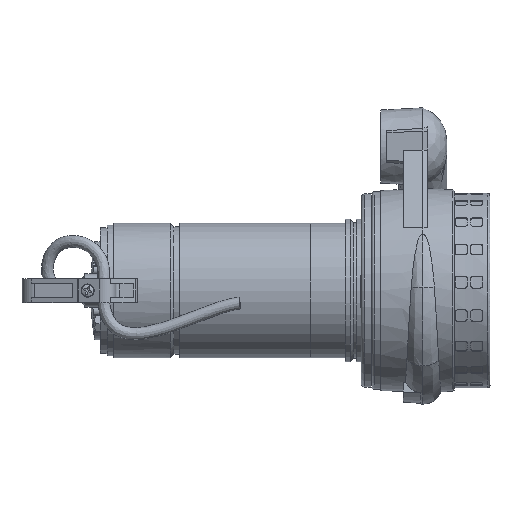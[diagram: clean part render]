
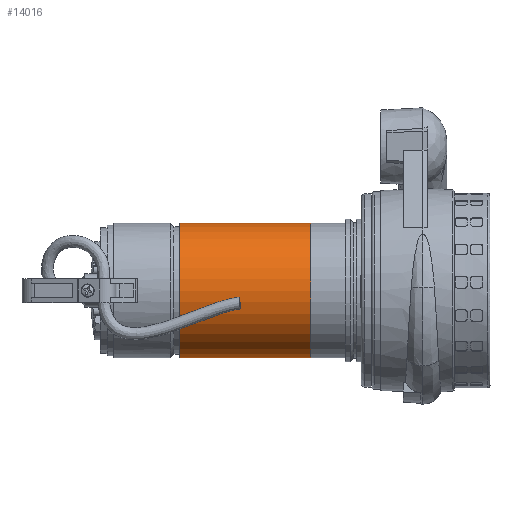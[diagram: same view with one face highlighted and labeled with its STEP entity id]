
A CAD part, left-side view. The second image highlights one B-rep face of the part: STEP entity #14016.
In plain terms, the highlighted cylindrical face has radius 56 mm (diameter 112 mm), a partial arc.
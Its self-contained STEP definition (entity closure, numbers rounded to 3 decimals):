
#1648 = AXIS2_PLACEMENT_3D ( 'NONE', #9229, #34884, #25417 ) ;
#3299 = ORIENTED_EDGE ( 'NONE', *, *, #52260, .T. ) ;
#6072 = LINE ( 'NONE', #40097, #6469 ) ;
#6469 = VECTOR ( 'NONE', #19192, 1000. ) ;
#9229 = CARTESIAN_POINT ( 'NONE',  ( 0., 0., 143.501 ) ) ;
#9230 = DIRECTION ( 'NONE',  ( 0., 0., -1. ) ) ;
#9274 = FACE_OUTER_BOUND ( 'NONE', #50975, .T. ) ;
#10523 = CARTESIAN_POINT ( 'NONE',  ( 56., 0., 252.501 ) ) ;
#11398 = VERTEX_POINT ( 'NONE', #43511 ) ;
#14016 = ADVANCED_FACE ( 'NONE', ( #9274 ), #43550, .T. ) ;
#14025 = DIRECTION ( 'NONE',  ( -1., 0., 0. ) ) ;
#15434 = AXIS2_PLACEMENT_3D ( 'NONE', #34932, #52196, #14025 ) ;
#16112 = EDGE_CURVE ( 'NONE', #21993, #17343, #47424, .T. ) ;
#17343 = VERTEX_POINT ( 'NONE', #34612 ) ;
#19047 = EDGE_CURVE ( 'NONE', #11398, #46176, #6072, .T. ) ;
#19192 = DIRECTION ( 'NONE',  ( 0., 0., -1. ) ) ;
#21993 = VERTEX_POINT ( 'NONE', #10523 ) ;
#24738 = CIRCLE ( 'NONE', #1648, 56. ) ;
#25029 = CARTESIAN_POINT ( 'NONE',  ( -56., 0., 143.501 ) ) ;
#25417 = DIRECTION ( 'NONE',  ( -1., 0., 0. ) ) ;
#26524 = CARTESIAN_POINT ( 'NONE',  ( 56., 0., 252.501 ) ) ;
#34132 = ORIENTED_EDGE ( 'NONE', *, *, #19047, .T. ) ;
#34612 = CARTESIAN_POINT ( 'NONE',  ( 56., 0., 143.501 ) ) ;
#34884 = DIRECTION ( 'NONE',  ( 0., 0., 1. ) ) ;
#34932 = CARTESIAN_POINT ( 'NONE',  ( 0., 0., 252.501 ) ) ;
#38979 = ORIENTED_EDGE ( 'NONE', *, *, #16112, .F. ) ;
#39787 = CIRCLE ( 'NONE', #54008, 56. ) ;
#40097 = CARTESIAN_POINT ( 'NONE',  ( -56., 0., 252.501 ) ) ;
#40265 = DIRECTION ( 'NONE',  ( -1., 0., 0. ) ) ;
#40470 = VECTOR ( 'NONE', #9230, 1000. ) ;
#43511 = CARTESIAN_POINT ( 'NONE',  ( -56., 0., 252.501 ) ) ;
#43550 = CYLINDRICAL_SURFACE ( 'NONE', #15434, 56. ) ;
#44428 = CARTESIAN_POINT ( 'NONE',  ( 0., 0., 252.501 ) ) ;
#46176 = VERTEX_POINT ( 'NONE', #25029 ) ;
#47424 = LINE ( 'NONE', #26524, #40470 ) ;
#50426 = EDGE_CURVE ( 'NONE', #21993, #11398, #39787, .T. ) ;
#50975 = EDGE_LOOP ( 'NONE', ( #38979, #52536, #34132, #3299 ) ) ;
#52196 = DIRECTION ( 'NONE',  ( 0., 0., -1. ) ) ;
#52260 = EDGE_CURVE ( 'NONE', #46176, #17343, #24738, .T. ) ;
#52532 = DIRECTION ( 'NONE',  ( 0., 0., -1. ) ) ;
#52536 = ORIENTED_EDGE ( 'NONE', *, *, #50426, .T. ) ;
#54008 = AXIS2_PLACEMENT_3D ( 'NONE', #44428, #52532, #40265 ) ;
